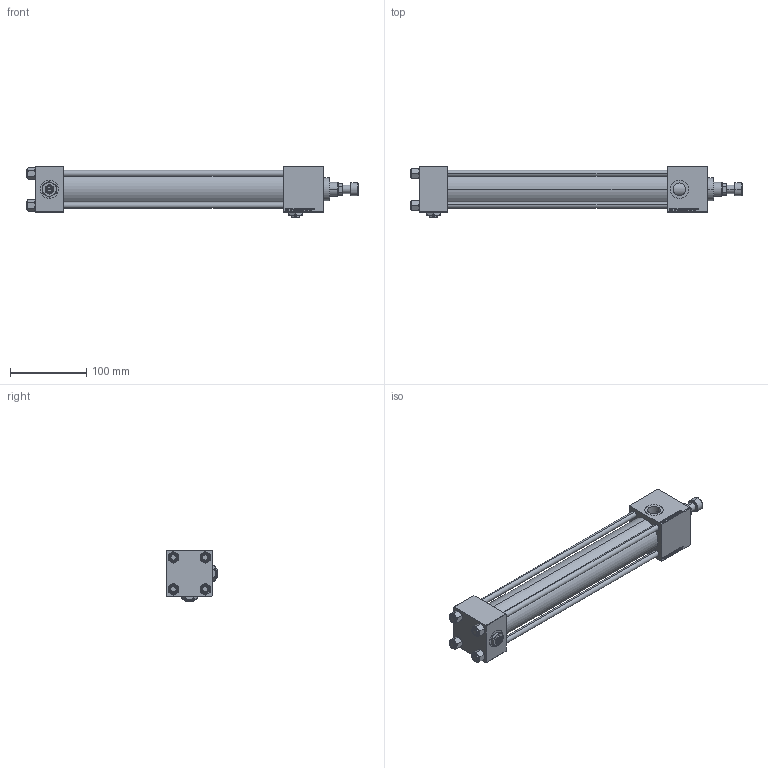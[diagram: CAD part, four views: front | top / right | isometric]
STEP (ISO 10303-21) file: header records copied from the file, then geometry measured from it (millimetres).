
FILE_DESCRIPTION (( 'STEP AP203' ), '1' );
FILE_NAME ('1058.STEP', '2023-08-23T19:06:13', ( '' ), ( '' ), 'SwSTEP 2.0', 'SolidWorks 2019', '' );
FILE_SCHEMA (( 'CONFIG_CONTROL_DESIGN' ));
Length unit declared in the file: millimetre
Products named in the file (8): NUT_M5_C 3056591070602968169b6d73d18c8555; Zatka_pro_OIL_PORT 3056591070602968169b6d73d18c8555; V215CR_ROD_END_F 3056591070602968169b6d73d18c8555; V215CR_C_Body 3056591070602968169b6d73d18c8555; V215_VC_A 3056591070602968169b6d73d18c8555; V215CR_VCP_C 3056591070602968169b6d73d18c8555; V215CR_C_TYCINKA 3056591070602968169b6d73d18c8555; 1058
Assembly tree (14 placements, depth 2):
  1058
    V215CR_C_Body 3056591070602968169b6d73d18c8555
    V215CR_VCP_C 3056591070602968169b6d73d18c8555
    NUT_M5_C 3056591070602968169b6d73d18c8555  x4
    V215CR_C_TYCINKA 3056591070602968169b6d73d18c8555  x4
    V215_VC_A 3056591070602968169b6d73d18c8555
    V215CR_ROD_END_F 3056591070602968169b6d73d18c8555
    Zatka_pro_OIL_PORT 3056591070602968169b6d73d18c8555  x2
Bounding box: 435 x 67 x 67 mm (x, y, z)
Volume: 600039 mm3; surface area: 207914.7 mm2
Topology: 14 solids, 14 shells, 1261 faces, 3126 edges, 2015 vertices
Faces by surface type: plane 577, bspline 392, cone 178, cylinder 102, torus 12
Entity records: 52626 total; most frequent: CARTESIAN_POINT 27770, ORIENTED_EDGE 5552, DIRECTION 3614, EDGE_CURVE 2776, VERTEX_POINT 1813, LINE 1644, VECTOR 1644, EDGE_LOOP 1235
